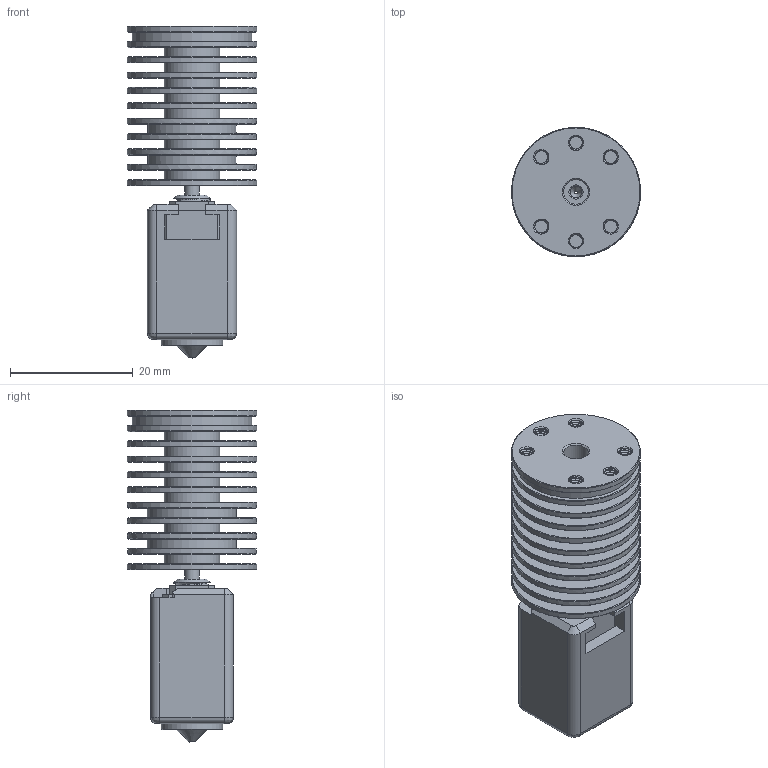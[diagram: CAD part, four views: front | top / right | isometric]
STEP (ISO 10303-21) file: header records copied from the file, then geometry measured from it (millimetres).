
FILE_DESCRIPTION(/* description */ ('','CAx-IF Rec.Pracs.---Representation and Presentation of Product Manufacturing Information (PMI)---4.0---2014-10-13'),/* implementation_level */ '2;1');
FILE_NAME(/* name */ 'model.step',/* time_stamp */ '2024-12-18T15:28:33-08:00',/* author */ (''),/* organization */ (''),/* preprocessor_version */ 'ST-DEVELOPER v20',/* originating_system */ 'Autodesk Translation Framework v13.20.0.188',/* authorisation */ '');
FILE_SCHEMA (('AP242_MANAGED_MODEL_BASED_3D_ENGINEERING_MIM_LF { 1 0 10303 442 1 1 4 }'));
Length unit declared in the file: millimetre
Products named in the file (7): TZV6_Volcano; Heatbreak; Component3; Heatsink; Heaterblock; Silcone_Sock; Volcano_Nozzle
Assembly tree (6 placements, depth 3):
  TZV6_Volcano
    Heatbreak
      Component3
    Heatsink
    Heaterblock
    Silcone_Sock
    Volcano_Nozzle
Bounding box: 21 x 21 x 54 mm (x, y, z)
Volume: 9110.6 mm3; surface area: 12492.3 mm2
Topology: 6 solids, 6 shells, 600 faces, 1699 edges, 1132 vertices
Faces by surface type: cylinder 328, plane 123, bspline 82, cone 54, sphere 12, torus 1
Full cylindrical faces by diameter (mm): 0.4 x1, 1.9 x2, 2 x1, 2.075 x24, 2.4 x1, 2.529 x8, 2.58 x6, 3.086 x6, 4 x2, 4.744 x6, 5 x1, 5.035 x10, 5.884 x10, 6.147 x4, 6.95 x1, 7 x1, 8 x1, 9 x7, 10 x1, 19.5 x1, 21 x11
Entity records: 36027 total; most frequent: CARTESIAN_POINT 21849, ORIENTED_EDGE 3398, DIRECTION 2168, EDGE_CURVE 1699, VERTEX_POINT 1132, B_SPLINE_CURVE_WITH_KNOTS 854, AXIS2_PLACEMENT_3D 791, EDGE_LOOP 649
